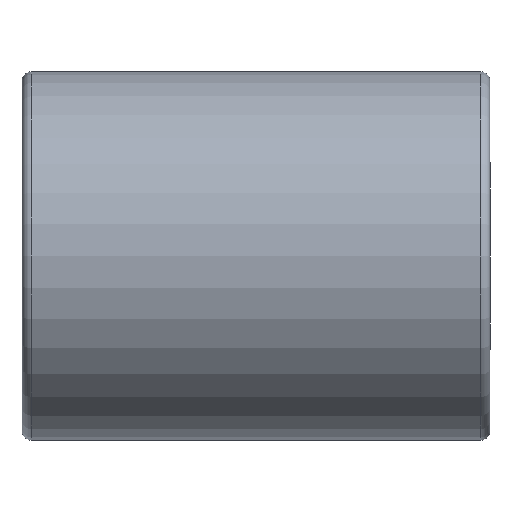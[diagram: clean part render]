
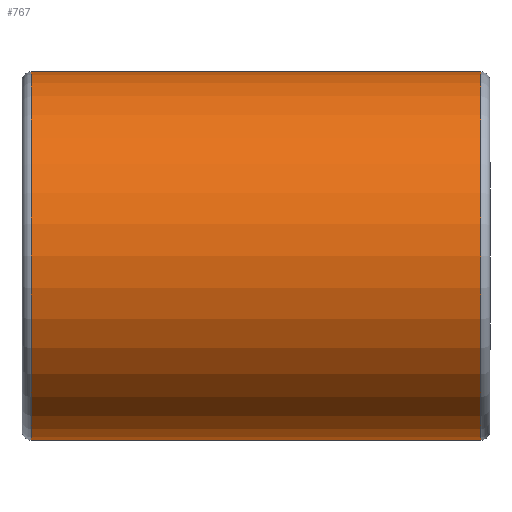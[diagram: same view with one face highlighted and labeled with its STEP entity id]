
A CAD part, front view. The second image highlights one B-rep face of the part: STEP entity #767.
In plain terms, the highlighted cylindrical face has radius 5 mm (diameter 10 mm), a full revolution.
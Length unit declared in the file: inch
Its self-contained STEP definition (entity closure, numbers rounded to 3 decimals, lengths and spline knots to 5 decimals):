
#15=CYLINDRICAL_SURFACE('',#850,0.19685);
#42=LINE('',#1336,#75);
#75=VECTOR('',#1019,0.19685);
#112=FACE_OUTER_BOUND('',#166,.T.);
#166=EDGE_LOOP('',(#519,#520,#521,#522,#523,#524));
#218=CIRCLE('',#833,0.19685);
#221=CIRCLE('',#836,0.19685);
#234=CIRCLE('',#851,0.19685);
#235=CIRCLE('',#852,0.19685);
#306=VERTEX_POINT('',#1292);
#307=VERTEX_POINT('',#1293);
#325=VERTEX_POINT('',#1333);
#326=VERTEX_POINT('',#1334);
#376=EDGE_CURVE('',#306,#307,#218,.T.);
#379=EDGE_CURVE('',#307,#306,#221,.T.);
#396=EDGE_CURVE('',#325,#326,#234,.T.);
#397=EDGE_CURVE('',#325,#306,#42,.T.);
#398=EDGE_CURVE('',#326,#325,#235,.T.);
#519=ORIENTED_EDGE('',*,*,#396,.F.);
#520=ORIENTED_EDGE('',*,*,#397,.T.);
#521=ORIENTED_EDGE('',*,*,#379,.F.);
#522=ORIENTED_EDGE('',*,*,#376,.F.);
#523=ORIENTED_EDGE('',*,*,#397,.F.);
#524=ORIENTED_EDGE('',*,*,#398,.F.);
#767=ADVANCED_FACE('',(#112),#15,.T.);
#833=AXIS2_PLACEMENT_3D('',#1294,#977,#978);
#836=AXIS2_PLACEMENT_3D('',#1298,#983,#984);
#850=AXIS2_PLACEMENT_3D('',#1332,#1015,#1016);
#851=AXIS2_PLACEMENT_3D('',#1335,#1017,#1018);
#852=AXIS2_PLACEMENT_3D('',#1337,#1020,#1021);
#977=DIRECTION('center_axis',(-1.,0.,0.));
#978=DIRECTION('ref_axis',(0.,-1.,0.));
#983=DIRECTION('center_axis',(-1.,0.,0.));
#984=DIRECTION('ref_axis',(0.,-1.,0.));
#1015=DIRECTION('center_axis',(1.,0.,0.));
#1016=DIRECTION('ref_axis',(0.,-1.,0.));
#1017=DIRECTION('center_axis',(1.,0.,0.));
#1018=DIRECTION('ref_axis',(0.,-1.,0.));
#1019=DIRECTION('',(-1.,0.,0.));
#1020=DIRECTION('center_axis',(1.,0.,0.));
#1021=DIRECTION('ref_axis',(0.,-1.,0.));
#1292=CARTESIAN_POINT('',(0.01,0.19685,0.));
#1293=CARTESIAN_POINT('',(0.01,0.,0.19685));
#1294=CARTESIAN_POINT('Origin',(0.01,0.,0.));
#1298=CARTESIAN_POINT('Origin',(0.01,0.,0.));
#1332=CARTESIAN_POINT('Origin',(0.,0.,0.));
#1333=CARTESIAN_POINT('',(0.49,0.19685,0.));
#1334=CARTESIAN_POINT('',(0.49,0.,0.19685));
#1335=CARTESIAN_POINT('Origin',(0.49,0.,0.));
#1336=CARTESIAN_POINT('',(0.,0.19685,0.));
#1337=CARTESIAN_POINT('Origin',(0.49,0.,0.));
